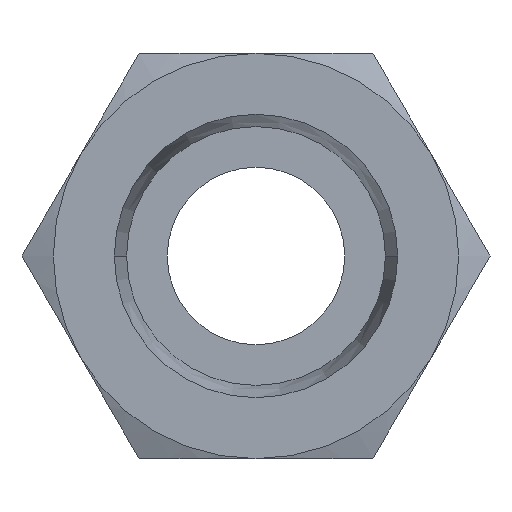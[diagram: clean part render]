
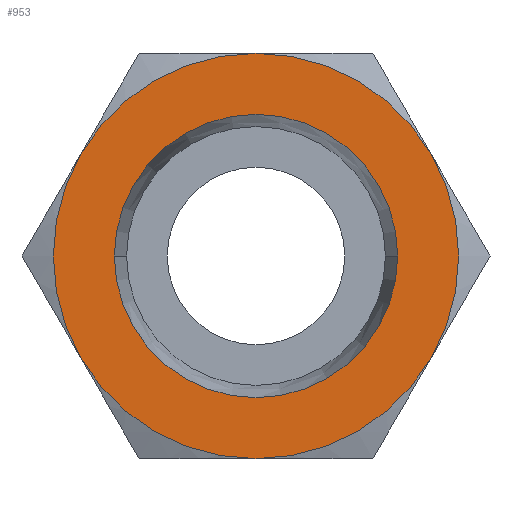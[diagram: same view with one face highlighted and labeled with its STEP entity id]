
A CAD part, front view. The second image highlights one B-rep face of the part: STEP entity #953.
In plain terms, the highlighted planar face has unit normal (0, -1, 0).
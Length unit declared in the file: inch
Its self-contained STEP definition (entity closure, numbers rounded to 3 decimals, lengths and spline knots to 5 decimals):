
#162=CARTESIAN_POINT('',(0.,0.,0.));
#163=DIRECTION('',(0.,1.,0.));
#164=DIRECTION('',(-1.,0.,0.));
#165=AXIS2_PLACEMENT_3D('',#162,#163,#164);
#192=CARTESIAN_POINT('',(0.,0.,0.));
#193=DIRECTION('',(0.,1.,0.));
#194=DIRECTION('',(0.866,0.,-0.5));
#195=AXIS2_PLACEMENT_3D('',#192,#193,#194);
#200=CARTESIAN_POINT('',(0.,0.,0.));
#201=DIRECTION('',(0.,1.,0.));
#202=DIRECTION('',(0.,0.,-1.));
#203=AXIS2_PLACEMENT_3D('',#200,#201,#202);
#208=CARTESIAN_POINT('',(0.,0.,0.));
#209=DIRECTION('',(0.,1.,0.));
#210=DIRECTION('',(-0.866,0.,0.5));
#211=AXIS2_PLACEMENT_3D('',#208,#209,#210);
#216=CARTESIAN_POINT('',(0.,0.,0.));
#217=DIRECTION('',(0.,1.,0.));
#218=DIRECTION('',(0.,0.,1.));
#219=AXIS2_PLACEMENT_3D('',#216,#217,#218);
#224=CARTESIAN_POINT('',(0.,0.,0.));
#225=DIRECTION('',(0.,1.,0.));
#226=DIRECTION('',(1.,0.,0.));
#227=AXIS2_PLACEMENT_3D('',#224,#225,#226);
#247=CARTESIAN_POINT('',(0.,0.,0.));
#248=DIRECTION('',(0.,-1.,0.));
#249=DIRECTION('',(0.866,0.,-0.5));
#250=AXIS2_PLACEMENT_3D('',#247,#248,#249);
#584=CARTESIAN_POINT('',(0.,0.,0.));
#585=DIRECTION('',(0.,-1.,0.));
#586=DIRECTION('',(-0.866,0.,0.5));
#587=AXIS2_PLACEMENT_3D('',#584,#585,#586);
#806=CARTESIAN_POINT('',(0.23937,0.,0.));
#807=CARTESIAN_POINT('',(-0.23937,0.,0.));
#808=VERTEX_POINT('',#806);
#809=VERTEX_POINT('',#807);
#814=CARTESIAN_POINT('',(0.29661,0.,-0.17125));
#815=CARTESIAN_POINT('',(0.,0.,-0.3425));
#816=VERTEX_POINT('',#814);
#817=VERTEX_POINT('',#815);
#818=CARTESIAN_POINT('',(-0.29661,0.,-0.17125));
#819=VERTEX_POINT('',#818);
#820=CARTESIAN_POINT('',(-0.29661,0.,0.17125));
#821=CARTESIAN_POINT('',(0.,0.,0.3425));
#822=VERTEX_POINT('',#820);
#823=VERTEX_POINT('',#821);
#824=CARTESIAN_POINT('',(0.29661,0.,0.17125));
#825=VERTEX_POINT('',#824);
#929=CARTESIAN_POINT('',(0.,0.,0.));
#930=DIRECTION('',(0.,1.,0.));
#931=DIRECTION('',(1.,0.,0.));
#932=AXIS2_PLACEMENT_3D('',#929,#930,#931);
#933=PLANE('',#932);
#935=ORIENTED_EDGE('',*,*,#934,.F.);
#937=ORIENTED_EDGE('',*,*,#936,.T.);
#939=ORIENTED_EDGE('',*,*,#938,.T.);
#941=ORIENTED_EDGE('',*,*,#940,.F.);
#943=ORIENTED_EDGE('',*,*,#942,.T.);
#945=ORIENTED_EDGE('',*,*,#944,.T.);
#946=EDGE_LOOP('',(#935,#937,#939,#941,#943,#945));
#947=FACE_OUTER_BOUND('',#946,.F.);
#948=ORIENTED_EDGE('',*,*,#919,.F.);
#950=ORIENTED_EDGE('',*,*,#949,.F.);
#951=EDGE_LOOP('',(#948,#950));
#952=FACE_BOUND('',#951,.F.);
#953=ADVANCED_FACE('',(#947,#952),#933,.F.);
#166=CIRCLE('',#165,0.23937);
#196=CIRCLE('',#195,0.3425);
#204=CIRCLE('',#203,0.3425);
#212=CIRCLE('',#211,0.3425);
#220=CIRCLE('',#219,0.3425);
#228=CIRCLE('',#227,0.23937);
#251=CIRCLE('',#250,0.3425);
#588=CIRCLE('',#587,0.3425);
#919=EDGE_CURVE('',#809,#808,#166,.T.);
#934=EDGE_CURVE('',#816,#825,#251,.T.);
#936=EDGE_CURVE('',#816,#817,#196,.T.);
#938=EDGE_CURVE('',#817,#819,#204,.T.);
#940=EDGE_CURVE('',#822,#819,#588,.T.);
#942=EDGE_CURVE('',#822,#823,#212,.T.);
#944=EDGE_CURVE('',#823,#825,#220,.T.);
#949=EDGE_CURVE('',#808,#809,#228,.T.);
